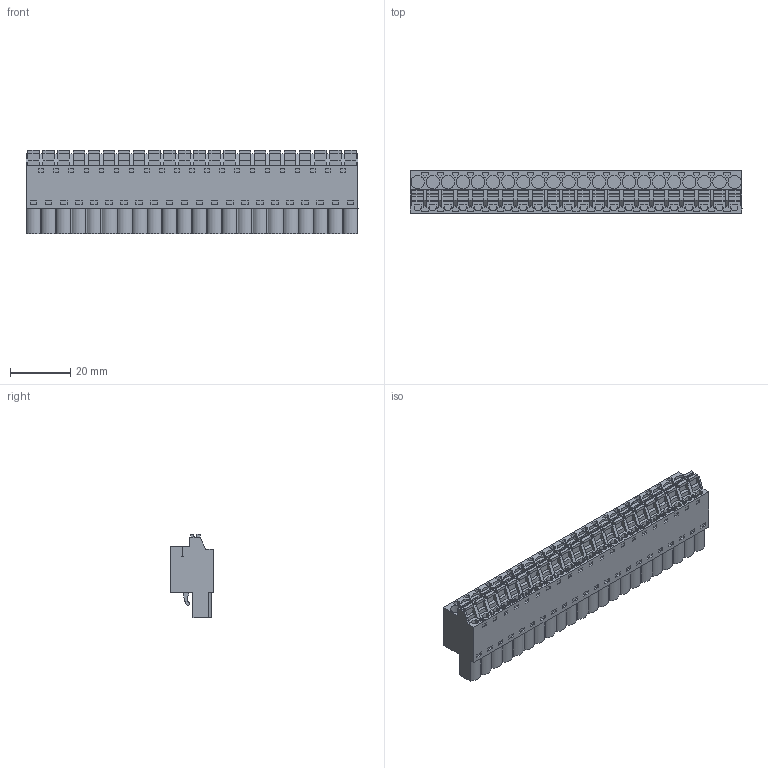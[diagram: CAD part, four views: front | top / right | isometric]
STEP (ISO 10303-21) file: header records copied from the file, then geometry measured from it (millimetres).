
FILE_DESCRIPTION(('CATIA V5 STEP Exchange','CAx-IF Rec.Pracs.--- Model Styling and Organization---1.2---2011-12-15'),'2;1');
FILE_NAME ('D1449822_0_1211850000_1211850000.stp','2017-04-27T11:49:09+00:00',('none'),('Weidmueller'),'CATIA Version 5-6 Release 2014','CATIA V5 STEP AP214','none');
FILE_SCHEMA(('AUTOMOTIVE_DESIGN { 1 0 10303 214 1 1 1 1 }'));
Products named in the file (1): 1211850000
Bounding box: 110 x 14.2 x 27.73 mm (x, y, z)
Volume: 27549.8 mm3; surface area: 14368.2 mm2
Topology: 23 solids, 23 shells, 1819 faces, 5321 edges, 3723 vertices
Faces by surface type: plane 1657, cylinder 158, extrusion 4
Entity records: 58436 total; most frequent: ORIENTED_EDGE 10642, CARTESIAN_POINT 10536, DIRECTION 7533, EDGE_CURVE 5321, VECTOR 4958, LINE 4954, VERTEX_POINT 3723, EDGE_LOOP 2036
